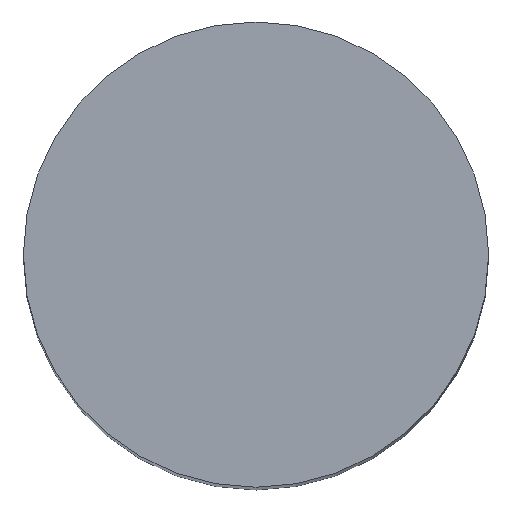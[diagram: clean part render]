
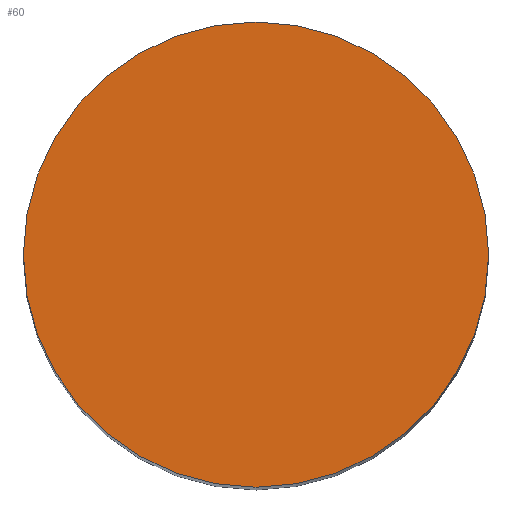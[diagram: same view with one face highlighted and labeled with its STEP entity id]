
A CAD part, top view. The second image highlights one B-rep face of the part: STEP entity #60.
In plain terms, the highlighted planar face has unit normal (0, 0, 1).
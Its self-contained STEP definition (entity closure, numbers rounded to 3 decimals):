
#60=ADVANCED_FACE('Unnamed[1]',(#144),#145,.T.);
#67=EDGE_CURVE('Unnamed[1]',#155,#155,#156,.T.);
#144=FACE_OUTER_BOUND('',#249,.T.);
#145=PLANE('',#250);
#155=VERTEX_POINT('',#263);
#156=CIRCLE('',#264,10.);
#249=EDGE_LOOP('',(#364));
#250=AXIS2_PLACEMENT_3D('',#365,#366,#367);
#263=CARTESIAN_POINT('',(0.,10.,90.));
#264=AXIS2_PLACEMENT_3D('',#377,#378,#379);
#364=ORIENTED_EDGE('',*,*,#67,.F.);
#365=CARTESIAN_POINT('',(0.,5.,90.));
#366=DIRECTION('',(0.,0.,1.0));
#367=DIRECTION('',(0.,-1.0,0.));
#377=CARTESIAN_POINT('',(0.,0.,90.));
#378=DIRECTION('',(0.,0.,-1.0));
#379=DIRECTION('',(0.,1.0,0.));
